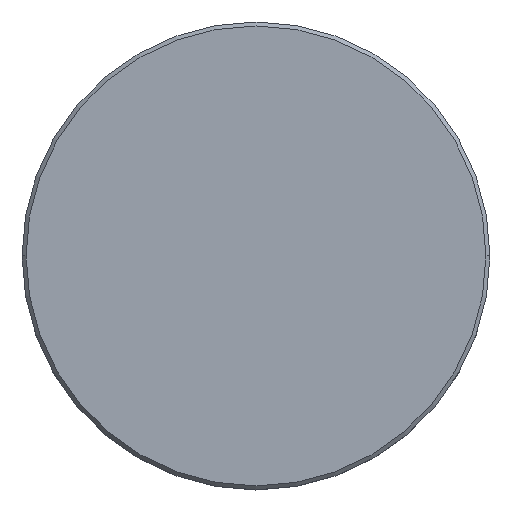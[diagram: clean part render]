
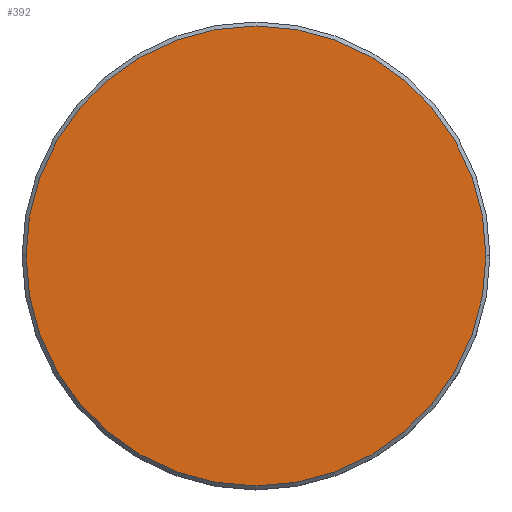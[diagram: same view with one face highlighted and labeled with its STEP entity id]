
A CAD part, top view. The second image highlights one B-rep face of the part: STEP entity #392.
In plain terms, the highlighted planar face has unit normal (0, 0, 1).
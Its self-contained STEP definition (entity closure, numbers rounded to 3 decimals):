
#50 = ORIENTED_EDGE ( 'NONE', *, *, #813, .T. ) ;
#74 = VERTEX_POINT ( 'NONE', #955 ) ;
#123 = CARTESIAN_POINT ( 'NONE',  ( 29., 0., 0. ) ) ;
#152 = VERTEX_POINT ( 'NONE', #123 ) ;
#191 = CIRCLE ( 'NONE', #289, 29. ) ;
#229 = CIRCLE ( 'NONE', #522, 29. ) ;
#289 = AXIS2_PLACEMENT_3D ( 'NONE', #403, #313, #664 ) ;
#313 = DIRECTION ( 'NONE',  ( 0., 0., 1. ) ) ;
#314 = DIRECTION ( 'NONE',  ( 0., 0., 1. ) ) ;
#374 = CARTESIAN_POINT ( 'NONE',  ( 0., 0., 0. ) ) ;
#392 = ADVANCED_FACE ( 'NONE', ( #570 ), #1024, .T. ) ;
#403 = CARTESIAN_POINT ( 'NONE',  ( 0., 0., 0. ) ) ;
#483 = DIRECTION ( 'NONE',  ( 1., 0., 0. ) ) ;
#487 = ORIENTED_EDGE ( 'NONE', *, *, #625, .T. ) ;
#522 = AXIS2_PLACEMENT_3D ( 'NONE', #374, #721, #634 ) ;
#545 = AXIS2_PLACEMENT_3D ( 'NONE', #1040, #314, #483 ) ;
#570 = FACE_OUTER_BOUND ( 'NONE', #1031, .T. ) ;
#625 = EDGE_CURVE ( 'NONE', #74, #152, #229, .T. ) ;
#634 = DIRECTION ( 'NONE',  ( 1., 0., 0. ) ) ;
#664 = DIRECTION ( 'NONE',  ( 1., 0., 0. ) ) ;
#721 = DIRECTION ( 'NONE',  ( 0., 0., 1. ) ) ;
#813 = EDGE_CURVE ( 'NONE', #152, #74, #191, .T. ) ;
#955 = CARTESIAN_POINT ( 'NONE',  ( -29., 0., 0. ) ) ;
#1024 = PLANE ( 'NONE',  #545 ) ;
#1031 = EDGE_LOOP ( 'NONE', ( #487, #50 ) ) ;
#1040 = CARTESIAN_POINT ( 'NONE',  ( 0., 0., 0. ) ) ;
